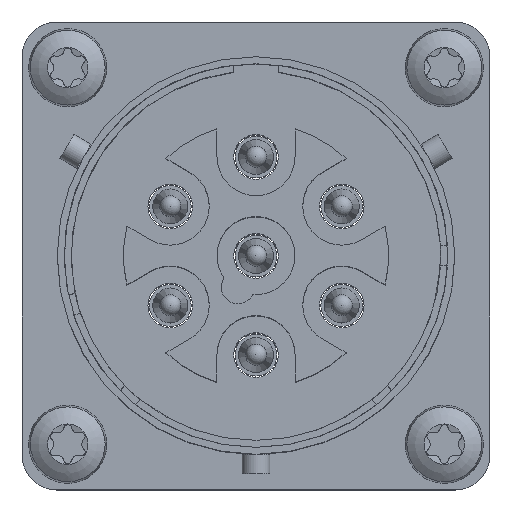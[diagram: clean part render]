
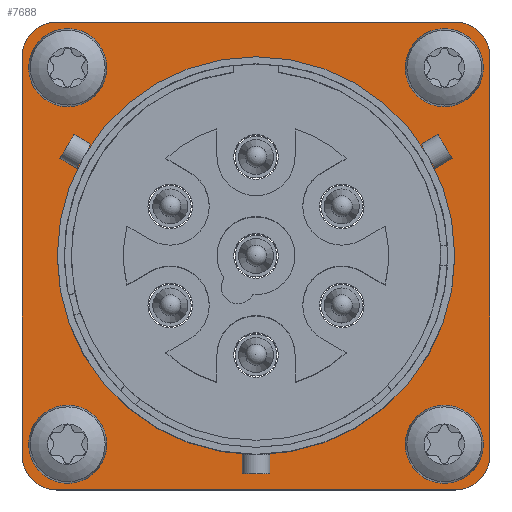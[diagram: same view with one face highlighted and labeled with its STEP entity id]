
A CAD part, top view. The second image highlights one B-rep face of the part: STEP entity #7688.
In plain terms, the highlighted planar face has unit normal (0, 0, 1).
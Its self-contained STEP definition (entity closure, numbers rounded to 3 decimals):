
#288=FACE_BOUND($,#1650,.T.);
#289=FACE_BOUND($,#1651,.T.);
#290=FACE_BOUND($,#1652,.T.);
#291=FACE_BOUND($,#1653,.T.);
#292=FACE_BOUND($,#1654,.T.);
#500=PLANE($,#8600);
#978=FACE_OUTER_BOUND($,#1649,.T.);
#1649=EDGE_LOOP($,(#6551,#6552,#6553,#6554,#6555,#6556,#6557,#6558));
#1650=EDGE_LOOP($,(#6559));
#1651=EDGE_LOOP($,(#6560));
#1652=EDGE_LOOP($,(#6561));
#1653=EDGE_LOOP($,(#6562));
#1654=EDGE_LOOP($,(#6563));
#2044=CIRCLE($,#8407,1.65);
#2046=CIRCLE($,#8410,1.65);
#2048=CIRCLE($,#8413,1.65);
#2050=CIRCLE($,#8416,1.65);
#2110=CIRCLE($,#8506,2.5);
#2112=CIRCLE($,#8509,2.5);
#2114=CIRCLE($,#8512,2.5);
#2116=CIRCLE($,#8515,2.5);
#2118=CIRCLE($,#8530,14.25);
#2481=LINE($,#14091,#2939);
#2483=LINE($,#14094,#2941);
#2485=LINE($,#14097,#2943);
#2487=LINE($,#14100,#2945);
#2939=VECTOR($,#10451,28.55);
#2941=VECTOR($,#10455,28.55);
#2943=VECTOR($,#10459,28.55);
#2945=VECTOR($,#10463,28.55);
#3634=VERTEX_POINT($,#13786);
#3636=VERTEX_POINT($,#13791);
#3638=VERTEX_POINT($,#13796);
#3640=VERTEX_POINT($,#13801);
#3739=VERTEX_POINT($,#14052);
#3740=VERTEX_POINT($,#14054);
#3743=VERTEX_POINT($,#14061);
#3744=VERTEX_POINT($,#14063);
#3747=VERTEX_POINT($,#14070);
#3748=VERTEX_POINT($,#14072);
#3751=VERTEX_POINT($,#14079);
#3752=VERTEX_POINT($,#14081);
#3755=VERTEX_POINT($,#14112);
#4516=EDGE_CURVE($,#3634,#3634,#2044,.T.);
#4518=EDGE_CURVE($,#3636,#3636,#2046,.T.);
#4520=EDGE_CURVE($,#3638,#3638,#2048,.T.);
#4522=EDGE_CURVE($,#3640,#3640,#2050,.T.);
#4645=EDGE_CURVE($,#3739,#3740,#2110,.T.);
#4649=EDGE_CURVE($,#3743,#3744,#2112,.T.);
#4653=EDGE_CURVE($,#3747,#3748,#2114,.T.);
#4657=EDGE_CURVE($,#3751,#3752,#2116,.T.);
#4659=EDGE_CURVE($,#3752,#3747,#2481,.T.);
#4661=EDGE_CURVE($,#3748,#3743,#2483,.T.);
#4663=EDGE_CURVE($,#3744,#3739,#2485,.T.);
#4665=EDGE_CURVE($,#3740,#3751,#2487,.T.);
#4672=EDGE_CURVE($,#3755,#3755,#2118,.F.);
#6551=ORIENTED_EDGE($,*,*,#4657,.F.);
#6552=ORIENTED_EDGE($,*,*,#4665,.F.);
#6553=ORIENTED_EDGE($,*,*,#4645,.F.);
#6554=ORIENTED_EDGE($,*,*,#4663,.F.);
#6555=ORIENTED_EDGE($,*,*,#4649,.F.);
#6556=ORIENTED_EDGE($,*,*,#4661,.F.);
#6557=ORIENTED_EDGE($,*,*,#4653,.F.);
#6558=ORIENTED_EDGE($,*,*,#4659,.F.);
#6559=ORIENTED_EDGE($,*,*,#4516,.T.);
#6560=ORIENTED_EDGE($,*,*,#4518,.T.);
#6561=ORIENTED_EDGE($,*,*,#4520,.T.);
#6562=ORIENTED_EDGE($,*,*,#4522,.T.);
#6563=ORIENTED_EDGE($,*,*,#4672,.F.);
#7688=ADVANCED_FACE($,(#978,#288,#289,#290,#291,#292),#500,.T.);
#8407=AXIS2_PLACEMENT_3D($,#13787,#10149,#10150);
#8410=AXIS2_PLACEMENT_3D($,#13792,#10155,#10156);
#8413=AXIS2_PLACEMENT_3D($,#13797,#10161,#10162);
#8416=AXIS2_PLACEMENT_3D($,#13802,#10167,#10168);
#8506=AXIS2_PLACEMENT_3D($,#14055,#10410,#10411);
#8509=AXIS2_PLACEMENT_3D($,#14064,#10418,#10419);
#8512=AXIS2_PLACEMENT_3D($,#14073,#10426,#10427);
#8515=AXIS2_PLACEMENT_3D($,#14082,#10434,#10435);
#8530=AXIS2_PLACEMENT_3D($,#14113,#10477,#10478);
#8600=AXIS2_PLACEMENT_3D($,#14282,#10677,#10678);
#10149=DIRECTION('center_axis',(0.,0.,-1.));
#10150=DIRECTION('ref_axis',(1.,0.,0.));
#10155=DIRECTION('center_axis',(0.,0.,-1.));
#10156=DIRECTION('ref_axis',(1.,0.,0.));
#10161=DIRECTION('center_axis',(0.,0.,-1.));
#10162=DIRECTION('ref_axis',(1.,0.,0.));
#10167=DIRECTION('center_axis',(0.,0.,-1.));
#10168=DIRECTION('ref_axis',(1.,0.,0.));
#10410=DIRECTION('center_axis',(0.,0.,-1.));
#10411=DIRECTION('ref_axis',(0.707,0.707,0.));
#10418=DIRECTION('center_axis',(0.,0.,-1.));
#10419=DIRECTION('ref_axis',(-0.707,0.707,0.));
#10426=DIRECTION('center_axis',(0.,0.,-1.));
#10427=DIRECTION('ref_axis',(-0.707,-0.707,0.));
#10434=DIRECTION('center_axis',(0.,0.,-1.));
#10435=DIRECTION('ref_axis',(0.707,-0.707,0.));
#10451=DIRECTION($,(-1.,0.,0.));
#10455=DIRECTION($,(0.,1.,0.));
#10459=DIRECTION($,(1.,0.,0.));
#10463=DIRECTION($,(0.,-1.,0.));
#10477=DIRECTION('center_axis',(0.,0.,-1.));
#10478=DIRECTION('ref_axis',(1.,0.,0.));
#10677=DIRECTION('center_axis',(0.,0.,1.));
#10678=DIRECTION('ref_axis',(-1.,0.,0.));
#13786=CARTESIAN_POINT('',(-11.85,-13.5,17.5));
#13787=CARTESIAN_POINT('Origin',(-13.5,-13.5,17.5));
#13791=CARTESIAN_POINT('',(15.15,-13.5,17.5));
#13792=CARTESIAN_POINT('Origin',(13.5,-13.5,17.5));
#13796=CARTESIAN_POINT('',(-11.85,13.5,17.5));
#13797=CARTESIAN_POINT('Origin',(-13.5,13.5,17.5));
#13801=CARTESIAN_POINT('',(15.15,13.5,17.5));
#13802=CARTESIAN_POINT('Origin',(13.5,13.5,17.5));
#14052=CARTESIAN_POINT('',(14.275,16.775,17.5));
#14054=CARTESIAN_POINT('',(16.775,14.275,17.5));
#14055=CARTESIAN_POINT('Origin',(14.275,14.275,17.5));
#14061=CARTESIAN_POINT('',(-16.775,14.275,17.5));
#14063=CARTESIAN_POINT('',(-14.275,16.775,17.5));
#14064=CARTESIAN_POINT('Origin',(-14.275,14.275,17.5));
#14070=CARTESIAN_POINT('',(-14.275,-16.775,17.5));
#14072=CARTESIAN_POINT('',(-16.775,-14.275,17.5));
#14073=CARTESIAN_POINT('Origin',(-14.275,-14.275,17.5));
#14079=CARTESIAN_POINT('',(16.775,-14.275,17.5));
#14081=CARTESIAN_POINT('',(14.275,-16.775,17.5));
#14082=CARTESIAN_POINT('Origin',(14.275,-14.275,17.5));
#14091=CARTESIAN_POINT($,(14.275,-16.775,17.5));
#14094=CARTESIAN_POINT($,(-16.775,-14.275,17.5));
#14097=CARTESIAN_POINT($,(-14.275,16.775,17.5));
#14100=CARTESIAN_POINT($,(16.775,14.275,17.5));
#14112=CARTESIAN_POINT('',(-14.25,0.,17.5));
#14113=CARTESIAN_POINT('Origin',(0.,0.,17.5));
#14282=CARTESIAN_POINT('Origin',(13.35,-13.35,17.5));
